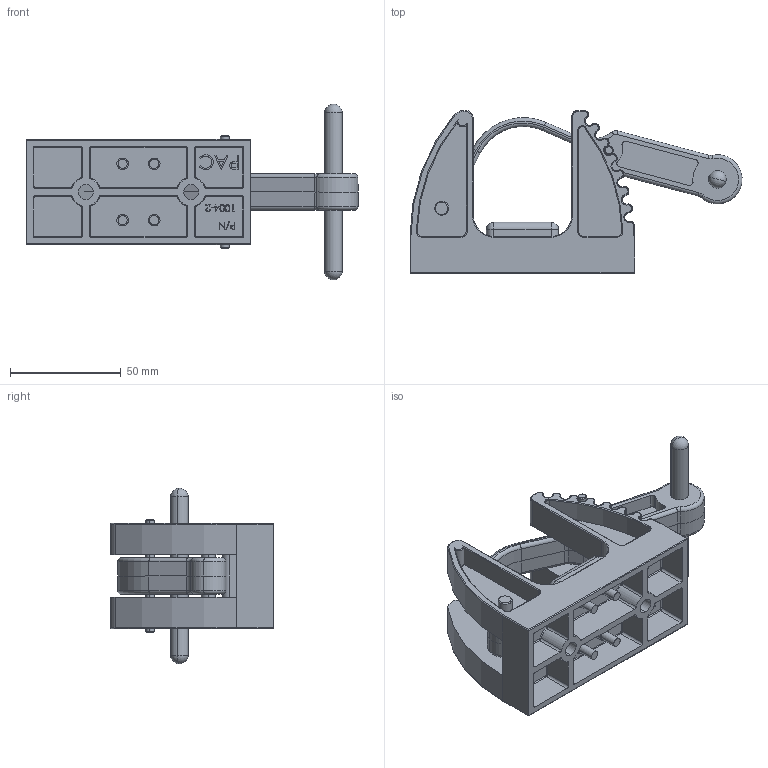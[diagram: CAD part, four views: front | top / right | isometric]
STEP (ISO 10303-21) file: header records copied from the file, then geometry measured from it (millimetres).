
FILE_DESCRIPTION (( 'STEP AP203' ), '1' );
FILE_NAME ('1004.STEP', '2014-07-01T19:24:27', ( 'jgonzalez' ), ( '' ), 'SwSTEP 2.0', 'SolidWorks 2014', '' );
FILE_SCHEMA (( 'CONFIG_CONTROL_DESIGN' ));
Length unit declared in the file: inch
Products named in the file (5): 1004; 1004  PAD; 1004 STRAP (BLACK) - in use; 1004  PIVOT PIN; 1004 BASE
Assembly tree (4 placements, depth 2):
  1004
    1004 BASE
    1004  PIVOT PIN
    1004  PAD
    1004 STRAP (BLACK) - in use
Bounding box: 149.98 x 73.53 x 79.38 mm (x, y, z)
Volume: 111414.1 mm3; surface area: 65590.1 mm2
Topology: 7 solids, 7 shells, 848 faces, 2092 edges, 1297 vertices
Faces by surface type: cylinder 342, plane 262, torus 164, bspline 60, cone 12, sphere 8
Entity records: 29610 total; most frequent: CARTESIAN_POINT 8840, DIRECTION 4387, ORIENTED_EDGE 4160, EDGE_CURVE 2080, AXIS2_PLACEMENT_3D 1684, VERTEX_POINT 1293, LINE 1019, VECTOR 1019
